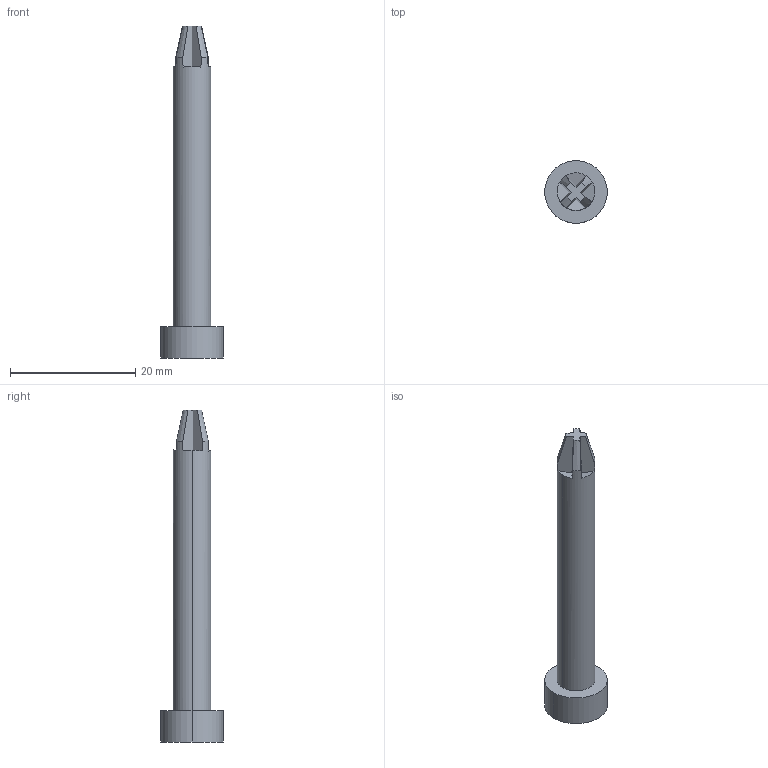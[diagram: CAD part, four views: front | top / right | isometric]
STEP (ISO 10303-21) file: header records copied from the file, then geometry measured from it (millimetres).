
FILE_DESCRIPTION (( 'STEP AP214' ), '1' );
FILE_NAME ('screwdriver.STEP', '2025-12-14T14:57:21', ( '' ), ( '' ), 'SwSTEP 2.0', 'SolidWorks 2024', '' );
FILE_SCHEMA (( 'AUTOMOTIVE_DESIGN' ));
Length unit declared in the file: millimetre
Products named in the file (1): screwdriver
Bounding box: 10 x 10 x 53 mm (x, y, z)
Volume: 1636.2 mm3; surface area: 1216.7 mm2
Topology: 1 solids, 1 shells, 23 faces, 60 edges, 40 vertices
Faces by surface type: plane 15, cylinder 4, cone 4
Entity records: 751 total; most frequent: CARTESIAN_POINT 202, ORIENTED_EDGE 120, DIRECTION 100, EDGE_CURVE 60, VERTEX_POINT 40, AXIS2_PLACEMENT_3D 38, VECTOR 24, EDGE_LOOP 24
